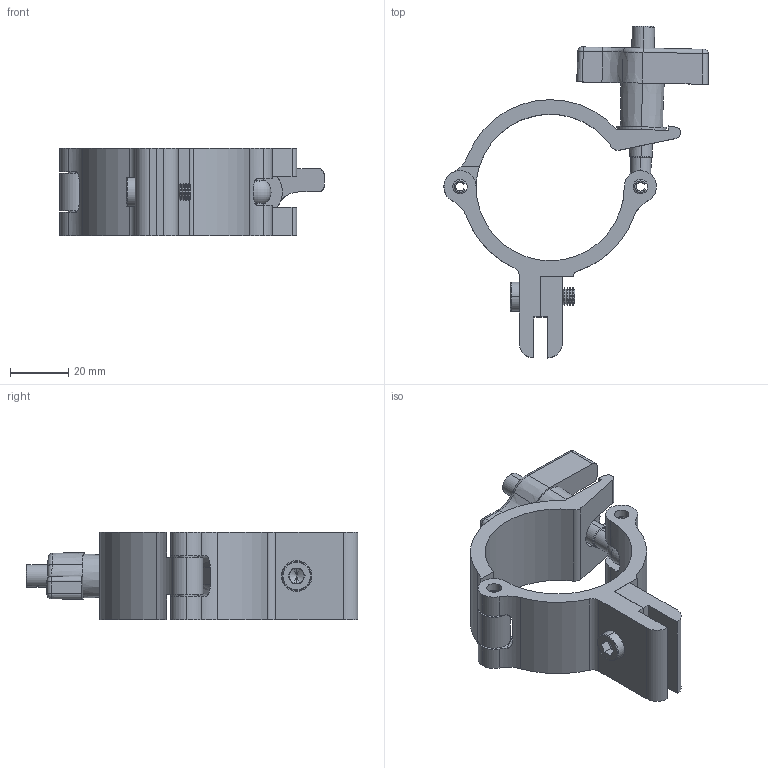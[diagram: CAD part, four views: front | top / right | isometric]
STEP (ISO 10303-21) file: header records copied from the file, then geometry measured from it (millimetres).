
FILE_DESCRIPTION (( 'STEP AP203' ), '1' );
FILE_NAME ('T58130 & T5813001.STEP', '2018-08-08T14:15:40', ( '' ), ( '' ), 'SwSTEP 2.0', 'SolidWorks 2016', '' );
FILE_SCHEMA (( 'CONFIG_CONTROL_DESIGN' ));
Length unit declared in the file: millimetre
Products named in the file (13): Doughty Knob_S3136; TH1268_TH1268; TH2033_30MM WIDE; T58130 & T5813001; Socket Head Cap Screw_Doughty Fastners_ISO 4762 M6 x 16 --- 16S; B Washer_Bright washer BS 4320 - M8 (Form B); TH376_TH376; TH3449; F771; TH2008_TH2008 - 30MM WIDE; TH2032_30MM WIDE; TH1267_TH1267; T78018
Assembly tree (13 placements, depth 3):
  T58130 & T5813001
    TH1267_TH1267
      TH2032_30MM WIDE
    F771  x2
    TH376_TH376
      TH2008_TH2008 - 30MM WIDE
    T78018
      TH3449
      B Washer_Bright washer BS 4320 - M8 (Form B)
      Doughty Knob_S3136
    TH1268_TH1268
      TH2033_30MM WIDE
    Socket Head Cap Screw_Doughty Fastners_ISO 4762 M6 x 16 --- 16S
Bounding box: 90.51 x 113.69 x 30 mm (x, y, z)
Volume: 48471.1 mm3; surface area: 26788.6 mm2
Topology: 9 solids, 9 shells, 283 faces, 707 edges, 445 vertices
Faces by surface type: cylinder 103, cone 86, plane 74, torus 16, bspline 4
Entity records: 9710 total; most frequent: CARTESIAN_POINT 1617, DIRECTION 1563, ORIENTED_EDGE 1334, EDGE_CURVE 667, AXIS2_PLACEMENT_3D 629, VERTEX_POINT 421, CIRCLE 346, LINE 305
